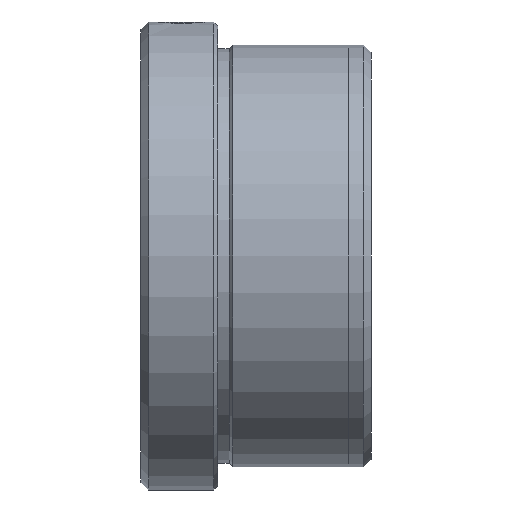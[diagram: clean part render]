
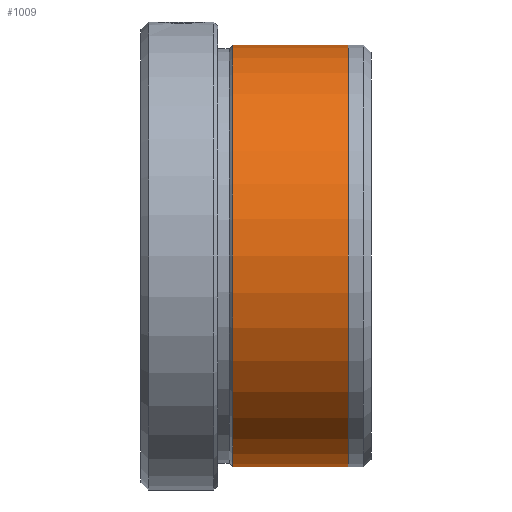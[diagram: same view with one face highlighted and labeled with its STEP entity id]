
A CAD part, left-side view. The second image highlights one B-rep face of the part: STEP entity #1009.
In plain terms, the highlighted cylindrical face has radius 27.5 mm (diameter 55 mm), a partial arc.
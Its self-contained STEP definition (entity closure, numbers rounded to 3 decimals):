
#13 = AXIS2_PLACEMENT_3D ( 'NONE', #1015, #1148, #54 ) ;
#54 = DIRECTION ( 'NONE',  ( 0., 0., 1. ) ) ;
#57 = CIRCLE ( 'NONE', #348, 27.5 ) ;
#58 = CYLINDRICAL_SURFACE ( 'NONE', #13, 27.5 ) ;
#130 = VERTEX_POINT ( 'NONE', #1244 ) ;
#158 = EDGE_CURVE ( 'NONE', #885, #1579, #577, .T. ) ;
#279 = ORIENTED_EDGE ( 'NONE', *, *, #1343, .T. ) ;
#305 = CARTESIAN_POINT ( 'NONE',  ( 0., -27., -27.5 ) ) ;
#348 = AXIS2_PLACEMENT_3D ( 'NONE', #1514, #718, #1653 ) ;
#381 = FACE_OUTER_BOUND ( 'NONE', #746, .T. ) ;
#500 = EDGE_CURVE ( 'NONE', #1579, #1221, #57, .T. ) ;
#518 = ORIENTED_EDGE ( 'NONE', *, *, #500, .F. ) ;
#577 = LINE ( 'NONE', #1671, #1574 ) ;
#639 = CARTESIAN_POINT ( 'NONE',  ( 0., -12., -27.5 ) ) ;
#645 = ORIENTED_EDGE ( 'NONE', *, *, #721, .T. ) ;
#718 = DIRECTION ( 'NONE',  ( 0., 1., 0. ) ) ;
#721 = EDGE_CURVE ( 'NONE', #130, #1221, #1129, .T. ) ;
#741 = CIRCLE ( 'NONE', #1730, 27.5 ) ;
#746 = EDGE_LOOP ( 'NONE', ( #1183, #279, #645, #518 ) ) ;
#773 = DIRECTION ( 'NONE',  ( 0., 1., 0. ) ) ;
#782 = VECTOR ( 'NONE', #1732, 1000. ) ;
#885 = VERTEX_POINT ( 'NONE', #305 ) ;
#917 = CARTESIAN_POINT ( 'NONE',  ( 0., -12., 27.5 ) ) ;
#1009 = ADVANCED_FACE ( 'NONE', ( #381 ), #58, .T. ) ;
#1015 = CARTESIAN_POINT ( 'NONE',  ( 0., 0., 0. ) ) ;
#1129 = LINE ( 'NONE', #1445, #782 ) ;
#1148 = DIRECTION ( 'NONE',  ( 0., 1., 0. ) ) ;
#1183 = ORIENTED_EDGE ( 'NONE', *, *, #158, .F. ) ;
#1221 = VERTEX_POINT ( 'NONE', #917 ) ;
#1244 = CARTESIAN_POINT ( 'NONE',  ( 0., -27., 27.5 ) ) ;
#1258 = DIRECTION ( 'NONE',  ( 0., 1., 0. ) ) ;
#1343 = EDGE_CURVE ( 'NONE', #885, #130, #741, .T. ) ;
#1445 = CARTESIAN_POINT ( 'NONE',  ( 0., 0., 27.5 ) ) ;
#1514 = CARTESIAN_POINT ( 'NONE',  ( 0., -12., 0. ) ) ;
#1571 = CARTESIAN_POINT ( 'NONE',  ( 0., -27., 0. ) ) ;
#1574 = VECTOR ( 'NONE', #1258, 1000. ) ;
#1579 = VERTEX_POINT ( 'NONE', #639 ) ;
#1653 = DIRECTION ( 'NONE',  ( 0., 0., 1. ) ) ;
#1671 = CARTESIAN_POINT ( 'NONE',  ( 0., 0., -27.5 ) ) ;
#1710 = DIRECTION ( 'NONE',  ( 0., 0., 1. ) ) ;
#1730 = AXIS2_PLACEMENT_3D ( 'NONE', #1571, #773, #1710 ) ;
#1732 = DIRECTION ( 'NONE',  ( 0., 1., 0. ) ) ;
